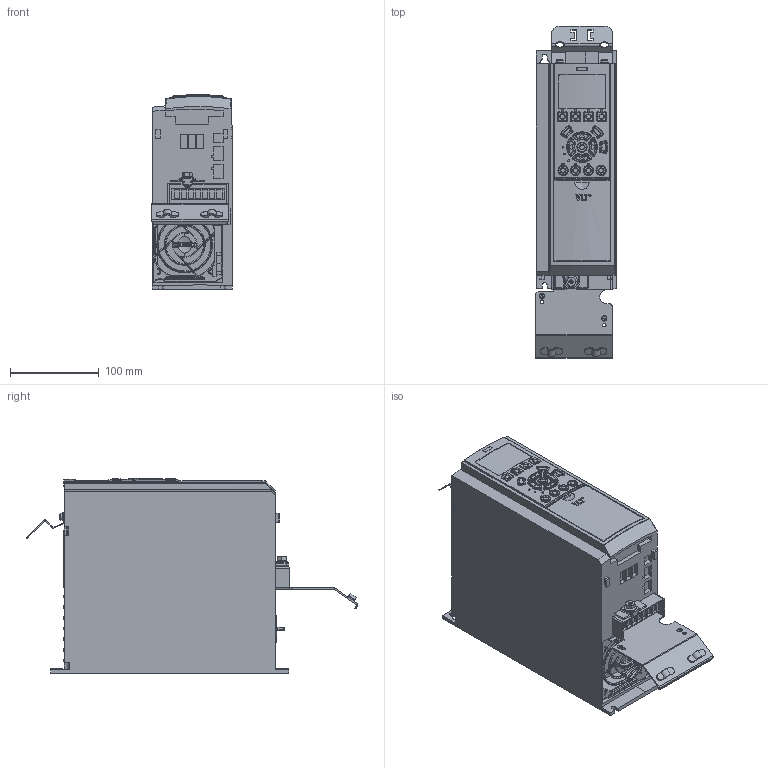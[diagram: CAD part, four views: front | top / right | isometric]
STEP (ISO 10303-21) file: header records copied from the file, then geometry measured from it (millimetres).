
FILE_DESCRIPTION((''),'2;1');
FILE_NAME('DANFOSS-FC100-A2-IP20-A-080','2019-09-04T',('U322080'),(''),'CREO PARAMETRIC BY PTC INC, 2018070','CREO PARAMETRIC BY PTC INC, 2018070','');
FILE_SCHEMA(('CONFIG_CONTROL_DESIGN'));
Products named in the file (1): DANFOSS-FC100-A2-IP20-A-080
Bounding box: 90.42 x 373.61 x 219.01 mm (x, y, z)
Surface area: 278920.5 mm2 (no closed solid volume)
Topology: 0 solids, 18 shells, 2467 faces, 6400 edges, 3962 vertices
Faces by surface type: plane 869, cylinder 668, bspline 636, torus 146, sphere 62, cone 53, extrusion 32, revolution 1
Entity records: 130120 total; most frequent: CARTESIAN_POINT 53493, ORIENTED_EDGE 12666, DIRECTION 8882, EDGE_CURVE 6333, VERTEX_POINT 3958, FILL_AREA_STYLE_COLOUR 3572, FILL_AREA_STYLE 3572, SURFACE_STYLE_FILL_AREA 3572
